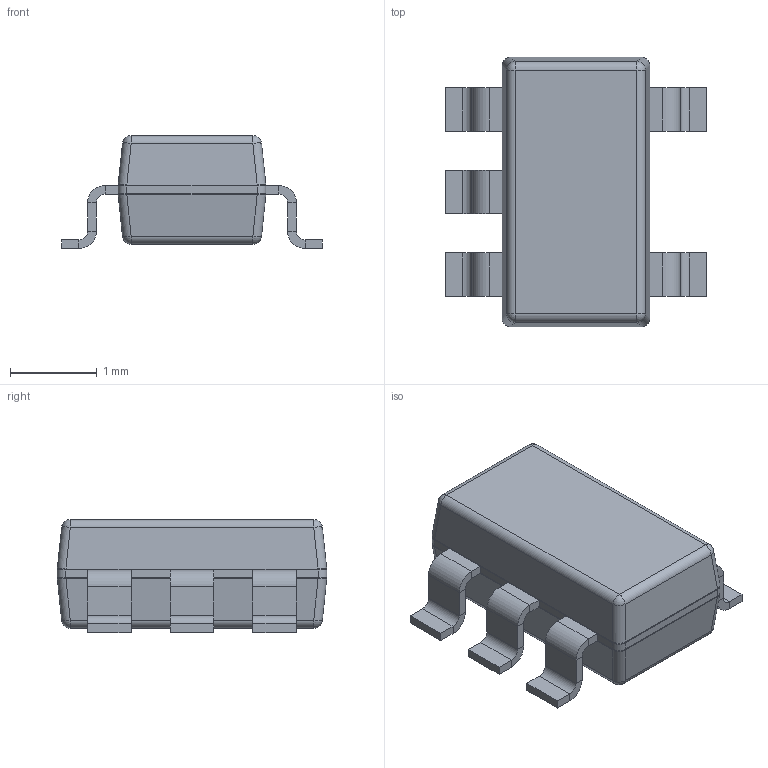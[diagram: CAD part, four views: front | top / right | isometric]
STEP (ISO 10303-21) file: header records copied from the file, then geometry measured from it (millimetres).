
FILE_DESCRIPTION(('Open CASCADE Model'),'2;1');
FILE_NAME('Open CASCADE Shape Model','2025-07-26T14:42:00',('Author'),( 'Open CASCADE'),'Open CASCADE STEP processor 7.5','Open CASCADE 7.5' ,'Unknown');
FILE_SCHEMA(('AUTOMOTIVE_DESIGN { 1 0 10303 214 1 1 1 1 }'));
Length unit declared in the file: millimetre
Products named in the file (6): PCB; Designator1; 7819837952; Body; Open CASCADE STEP translator 7.5 2.1.1; Leader
Assembly tree (8 placements, depth 4):
  PCB
  Designator1
    7819837952
      Body
        Open CASCADE STEP translator 7.5 2.1.1
      Leader  x5
Bounding box: 3 x 3.1 x 1.3 mm (x, y, z)
Volume: 6.5 mm3; surface area: 27.7 mm2
Topology: 6 solids, 6 shells, 168 faces, 340 edges, 176 vertices
Faces by surface type: plane 104, cylinder 48, bspline 8, sphere 8
Entity records: 2792 total; most frequent: CARTESIAN_POINT 1157, DIRECTION 318, ORIENTED_EDGE 312, EDGE_CURVE 156, AXIS2_PLACEMENT_3D 113, LINE 92, VECTOR 92, ADVANCED_FACE 80
